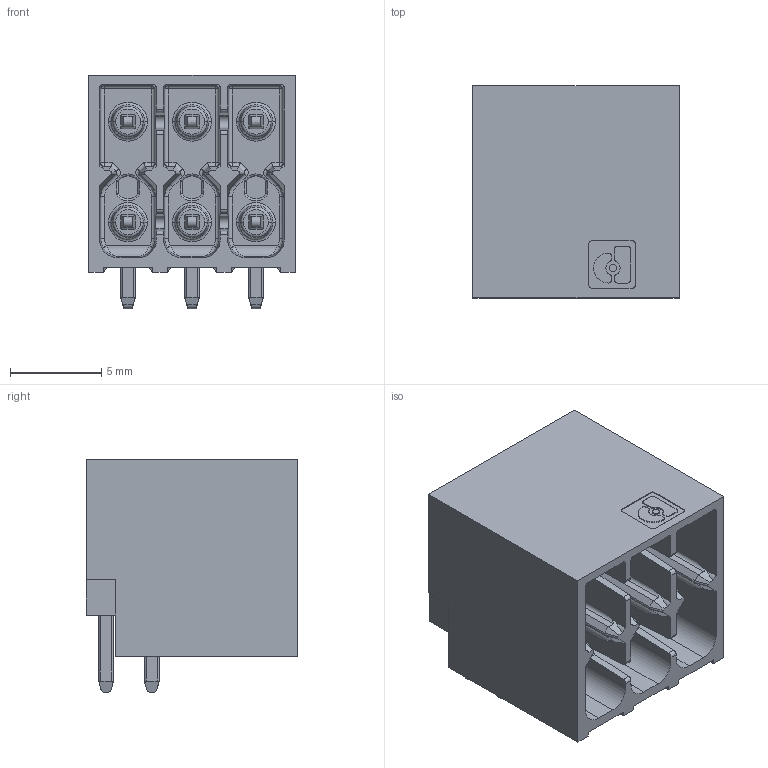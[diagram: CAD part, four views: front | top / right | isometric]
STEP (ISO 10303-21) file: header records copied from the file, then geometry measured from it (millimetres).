
FILE_DESCRIPTION(('Creo Elements/Direct Modeling STEP Export'),'2;1');
FILE_NAME('model.stp','2018-06-14T 6:46:42',(''),(''),'Creo Elements/Direct Modeling STEP processor for AP214 (Solid Model)','Creo Elements/Direct Modeling 18.1I 14-Aug-2016 (C) Parametric Technology GmbH','');
FILE_SCHEMA(('AUTOMOTIVE_DESIGN { 1 0 10303 214 1 1 1 1 }'));
Length unit declared in the file: millimetre
Products named in the file (4): DMC-1.5-LH-STIFT_5.75; DMC-1.5-LH-STIFT.1; DMC-1.5-G1-3.5-THR_GEH; DMC_1.5-3-G1-3.5_P20_THR
Assembly tree (7 placements, depth 2):
  DMC_1.5-3-G1-3.5_P20_THR
    DMC-1.5-LH-STIFT_5.75  x3
    DMC-1.5-LH-STIFT.1  x3
    DMC-1.5-G1-3.5-THR_GEH
Bounding box: 11.3 x 11.6 x 12.8 mm (x, y, z)
Volume: 738.2 mm3; surface area: 1724.5 mm2
Topology: 7 solids, 7 shells, 705 faces, 1910 edges, 1204 vertices
Faces by surface type: plane 313, cylinder 265, torus 66, bspline 24, cone 18, sphere 18, extrusion 1
Entity records: 26435 total; most frequent: CARTESIAN_POINT 7227, ORIENTED_EDGE 3100, DIRECTION 2979, EDGE_CURVE 1550, AXIS2_PLACEMENT_3D 1042, VERTEX_POINT 980, VECTOR 895, LINE 894
